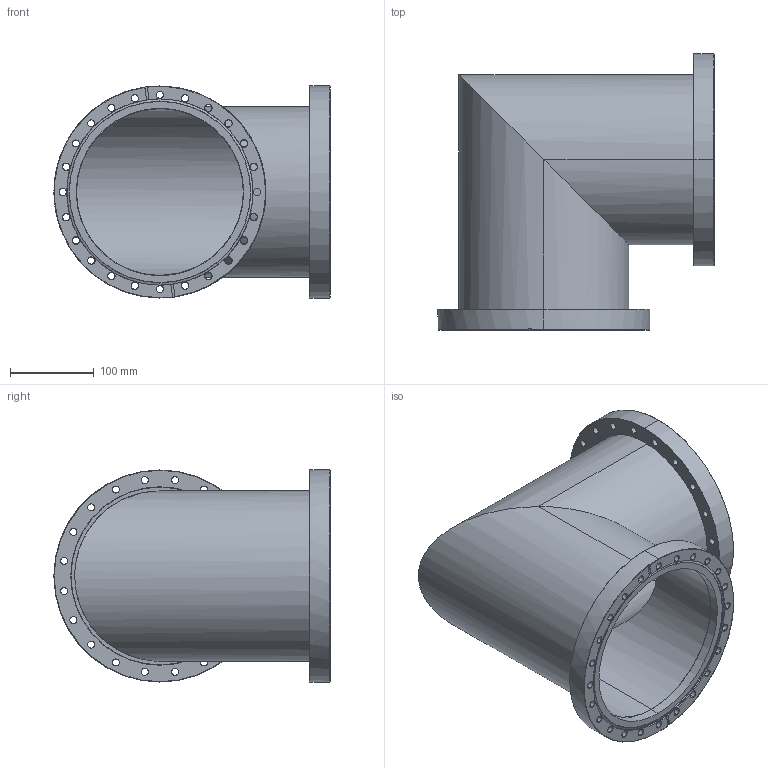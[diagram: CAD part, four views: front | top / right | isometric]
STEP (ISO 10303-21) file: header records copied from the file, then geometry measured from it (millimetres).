
FILE_DESCRIPTION (( 'STEP AP214' ), '1' );
FILE_NAME ('Hositrad_FE200-200R-Elbow.STEP', '2017-05-22T09:38:11', ( 'Gebruiker' ), ( '' ), 'SwSTEP 2.0', 'SolidWorks 2017', '' );
FILE_SCHEMA (( 'AUTOMOTIVE_DESIGN' ));
Length unit declared in the file: millimetre
Products named in the file (6): Hositrad_FE200-200R-Elbow; NW200CF-Weld_-203; CF200-204-R; CF200-R-outerring; CF200-204-innerring; FE200-200-Mitred-Tube
Assembly tree (5 placements, depth 3):
  Hositrad_FE200-200R-Elbow
    FE200-200-Mitred-Tube
    CF200-204-R
      CF200-204-innerring
      CF200-R-outerring
    NW200CF-Weld_-203
Bounding box: 329.8 x 329.8 x 253.2 mm (x, y, z)
Volume: 1290577.1 mm3; surface area: 683111.6 mm2
Topology: 4 solids, 4 shells, 297 faces, 708 edges, 421 vertices
Faces by surface type: cone 155, cylinder 116, plane 26
Entity records: 9043 total; most frequent: DIRECTION 1699, CARTESIAN_POINT 1483, ORIENTED_EDGE 1416, EDGE_CURVE 708, AXIS2_PLACEMENT_3D 701, VERTEX_POINT 421, EDGE_LOOP 395, CIRCLE 395
